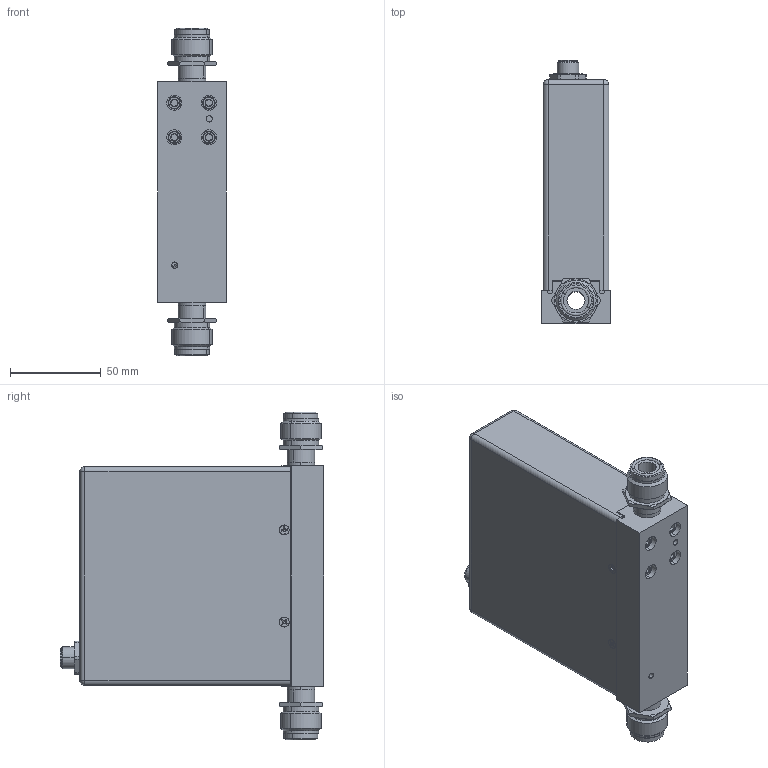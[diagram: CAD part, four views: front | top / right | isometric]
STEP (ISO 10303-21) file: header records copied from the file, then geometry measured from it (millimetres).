
FILE_DESCRIPTION (( 'STEP AP214' ), '1' );
FILE_NAME ('PPCMA-8-VCR-D-NET.STEP', '2017-08-14T14:34:44', ( '' ), ( '' ), 'SwSTEP 2.0', 'SolidWorks 2015', '' );
FILE_SCHEMA (( 'AUTOMOTIVE_DESIGN' ));
Length unit declared in the file: inch
Products named in the file (1): PPCMA-8-VCR-D-NET
Bounding box: 37.59 x 145.49 x 180.59 mm (x, y, z)
Surface area: 60500.3 mm2 (no closed solid volume)
Topology: 0 solids, 27 shells, 407 faces, 1252 edges, 858 vertices
Faces by surface type: plane 183, cylinder 118, cone 98, sphere 4, torus 4
Entity records: 19806 total; most frequent: CARTESIAN_POINT 3577, DIRECTION 2308, ORIENTED_EDGE 2020, EDGE_CURVE 1240, VERTEX_POINT 858, AXIS2_PLACEMENT_3D 841, LINE 626, VECTOR 626
